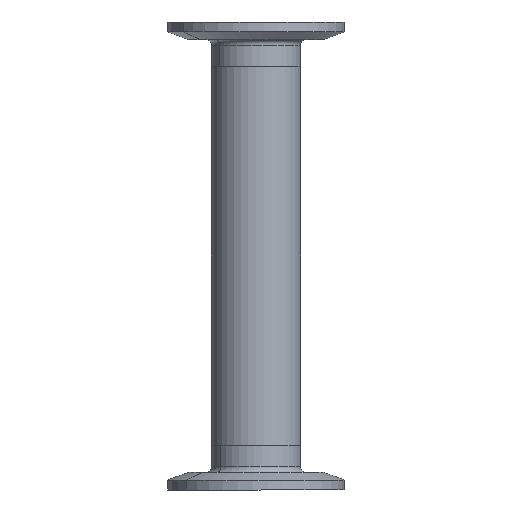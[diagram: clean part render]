
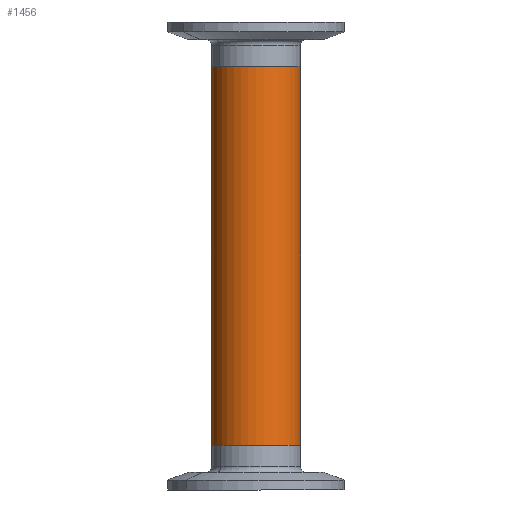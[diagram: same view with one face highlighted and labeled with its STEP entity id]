
A CAD part, front view. The second image highlights one B-rep face of the part: STEP entity #1456.
In plain terms, the highlighted cylindrical face has radius 12.7 mm (diameter 25.4 mm), a partial arc.
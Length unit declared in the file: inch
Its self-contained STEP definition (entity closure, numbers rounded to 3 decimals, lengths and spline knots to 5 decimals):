
#39 = AXIS2_PLACEMENT_3D ( 'NONE', #891, #2760, #1353 ) ;
#118 = CARTESIAN_POINT ( 'NONE',  ( -0.5, 0., 2.12598 ) ) ;
#442 = EDGE_CURVE ( 'NONE', #1482, #932, #1758, .T. ) ;
#485 = AXIS2_PLACEMENT_3D ( 'NONE', #2166, #1498, #1469 ) ;
#548 = ORIENTED_EDGE ( 'NONE', *, *, #442, .F. ) ;
#550 = DIRECTION ( 'NONE',  ( -1., 0., 0. ) ) ;
#732 = CIRCLE ( 'NONE', #39, 0.5 ) ;
#806 = CARTESIAN_POINT ( 'NONE',  ( 0.5, 0., 2.12598 ) ) ;
#891 = CARTESIAN_POINT ( 'NONE',  ( 0., 0., -2.12598 ) ) ;
#932 = VERTEX_POINT ( 'NONE', #2202 ) ;
#1067 = LINE ( 'NONE', #806, #1434 ) ;
#1232 = EDGE_CURVE ( 'NONE', #1482, #2766, #2047, .T. ) ;
#1331 = ORIENTED_EDGE ( 'NONE', *, *, #1232, .T. ) ;
#1353 = DIRECTION ( 'NONE',  ( 1., 0., 0. ) ) ;
#1434 = VECTOR ( 'NONE', #2405, 39.37008 ) ;
#1456 = ADVANCED_FACE ( 'NONE', ( #2895 ), #2823, .T. ) ;
#1469 = DIRECTION ( 'NONE',  ( 1., 0., 0. ) ) ;
#1482 = VERTEX_POINT ( 'NONE', #118 ) ;
#1498 = DIRECTION ( 'NONE',  ( 0., 0., 1. ) ) ;
#1610 = CARTESIAN_POINT ( 'NONE',  ( 0.5, 0., -2.12598 ) ) ;
#1758 = CIRCLE ( 'NONE', #485, 0.5 ) ;
#1858 = VECTOR ( 'NONE', #2698, 39.37008 ) ;
#1944 = DIRECTION ( 'NONE',  ( 0., 0., -1. ) ) ;
#1986 = ORIENTED_EDGE ( 'NONE', *, *, #2996, .F. ) ;
#2047 = LINE ( 'NONE', #2946, #1858 ) ;
#2166 = CARTESIAN_POINT ( 'NONE',  ( 0., 0., 2.12598 ) ) ;
#2202 = CARTESIAN_POINT ( 'NONE',  ( 0.5, 0., 2.12598 ) ) ;
#2405 = DIRECTION ( 'NONE',  ( 0., 0., -1. ) ) ;
#2423 = ORIENTED_EDGE ( 'NONE', *, *, #2583, .T. ) ;
#2574 = VERTEX_POINT ( 'NONE', #1610 ) ;
#2583 = EDGE_CURVE ( 'NONE', #2766, #2574, #732, .T. ) ;
#2655 = CARTESIAN_POINT ( 'NONE',  ( 0., 0., 2.12598 ) ) ;
#2670 = AXIS2_PLACEMENT_3D ( 'NONE', #2655, #1944, #550 ) ;
#2698 = DIRECTION ( 'NONE',  ( 0., 0., -1. ) ) ;
#2760 = DIRECTION ( 'NONE',  ( 0., 0., 1. ) ) ;
#2766 = VERTEX_POINT ( 'NONE', #2997 ) ;
#2823 = CYLINDRICAL_SURFACE ( 'NONE', #2670, 0.5 ) ;
#2895 = FACE_OUTER_BOUND ( 'NONE', #2937, .T. ) ;
#2937 = EDGE_LOOP ( 'NONE', ( #1986, #548, #1331, #2423 ) ) ;
#2946 = CARTESIAN_POINT ( 'NONE',  ( -0.5, 0., 2.12598 ) ) ;
#2996 = EDGE_CURVE ( 'NONE', #932, #2574, #1067, .T. ) ;
#2997 = CARTESIAN_POINT ( 'NONE',  ( -0.5, 0., -2.12598 ) ) ;
